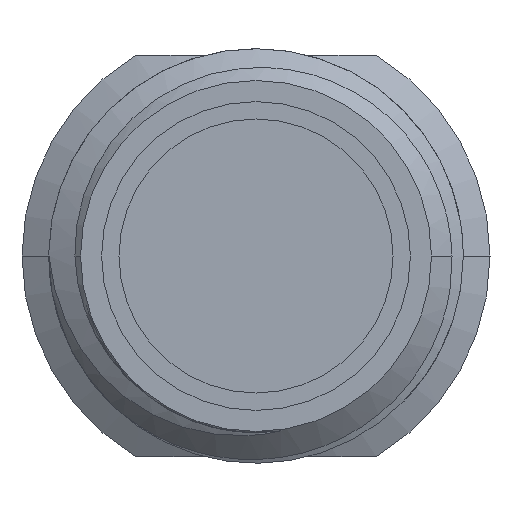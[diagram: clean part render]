
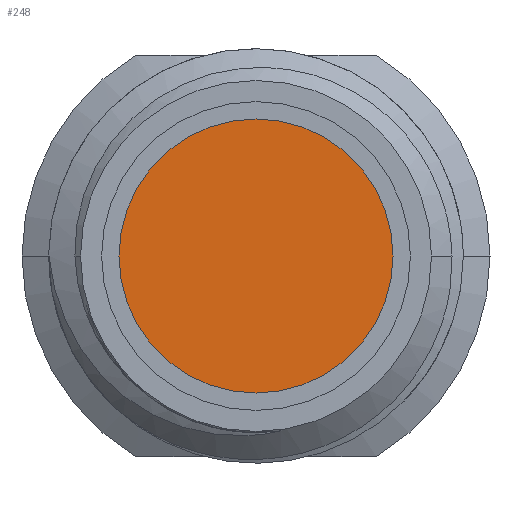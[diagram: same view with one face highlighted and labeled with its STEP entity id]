
A CAD part, left-side view. The second image highlights one B-rep face of the part: STEP entity #248.
In plain terms, the highlighted planar face has unit normal (-1, 0, 0).
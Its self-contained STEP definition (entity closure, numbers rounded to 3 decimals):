
#177 = DIRECTION ( 'NONE',  ( 1., 0., 0. ) ) ;
#248 = ADVANCED_FACE ( 'NONE', ( #1881 ), #2415, .T. ) ;
#250 = DIRECTION ( 'NONE',  ( 0., 0., 1. ) ) ;
#663 = ORIENTED_EDGE ( 'NONE', *, *, #1478, .F. ) ;
#700 = EDGE_LOOP ( 'NONE', ( #2731, #663 ) ) ;
#762 = CARTESIAN_POINT ( 'NONE',  ( 2.05, 0., 0. ) ) ;
#964 = VERTEX_POINT ( 'NONE', #2301 ) ;
#1255 = VERTEX_POINT ( 'NONE', #1646 ) ;
#1325 = CIRCLE ( 'NONE', #2672, 2.05 ) ;
#1386 = CARTESIAN_POINT ( 'NONE',  ( 2.05, 0., 0. ) ) ;
#1478 = EDGE_CURVE ( 'NONE', #964, #1255, #3439, .T. ) ;
#1571 = AXIS2_PLACEMENT_3D ( 'NONE', #1386, #3279, #2453 ) ;
#1646 = CARTESIAN_POINT ( 'NONE',  ( 2.05, 2.05, 0. ) ) ;
#1813 = DIRECTION ( 'NONE',  ( -1., 0., 0. ) ) ;
#1852 = CARTESIAN_POINT ( 'NONE',  ( 2.05, 0., 0. ) ) ;
#1881 = FACE_OUTER_BOUND ( 'NONE', #700, .T. ) ;
#2008 = DIRECTION ( 'NONE',  ( 0., 1., 0. ) ) ;
#2301 = CARTESIAN_POINT ( 'NONE',  ( 2.05, -2.05, 0. ) ) ;
#2337 = EDGE_CURVE ( 'NONE', #1255, #964, #1325, .T. ) ;
#2415 = PLANE ( 'NONE',  #2646 ) ;
#2453 = DIRECTION ( 'NONE',  ( 0., 1., 0. ) ) ;
#2646 = AXIS2_PLACEMENT_3D ( 'NONE', #1852, #1813, #250 ) ;
#2672 = AXIS2_PLACEMENT_3D ( 'NONE', #762, #177, #2008 ) ;
#2731 = ORIENTED_EDGE ( 'NONE', *, *, #2337, .F. ) ;
#3279 = DIRECTION ( 'NONE',  ( 1., 0., 0. ) ) ;
#3439 = CIRCLE ( 'NONE', #1571, 2.05 ) ;
